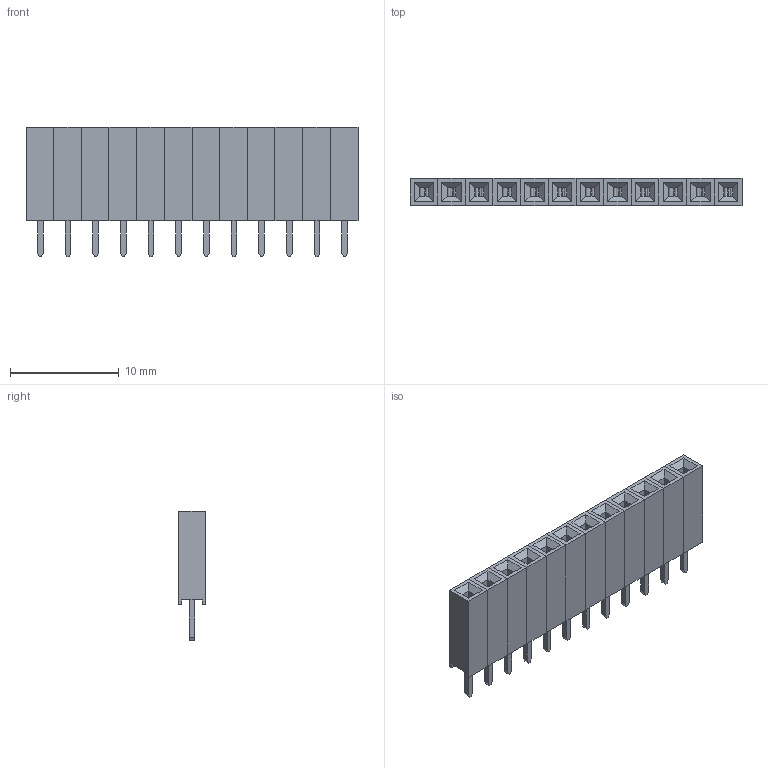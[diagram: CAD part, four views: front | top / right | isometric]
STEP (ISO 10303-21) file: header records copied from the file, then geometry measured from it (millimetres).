
FILE_DESCRIPTION(/* description */ (''),/* implementation_level */ '2;1');
FILE_NAME(/* name */ 'hf_1x12.step',/* time_stamp */ '2020-05-24T14:43:07+09:00',/* author */ (''),/* organization */ (''),/* preprocessor_version */ 'ST-DEVELOPER v18.1',/* originating_system */ 'Autodesk Translation Framework v9.3.0.1241',/* authorisation */ '');
FILE_SCHEMA (('AUTOMOTIVE_DESIGN { 1 0 10303 214 3 1 1 }'));
Length unit declared in the file: millimetre
Products named in the file (1): Header Female
Bounding box: 30.48 x 2.48 x 11.88 mm (x, y, z)
Volume: 436.3 mm3; surface area: 2351.1 mm2
Topology: 12 solids, 12 shells, 564 faces, 1428 edges, 936 vertices
Faces by surface type: plane 516, cylinder 48
Entity records: 17003 total; most frequent: CARTESIAN_POINT 2929, ORIENTED_EDGE 2856, DIRECTION 2654, EDGE_CURVE 1428, LINE 1332, VECTOR 1332, VERTEX_POINT 936, AXIS2_PLACEMENT_3D 661
